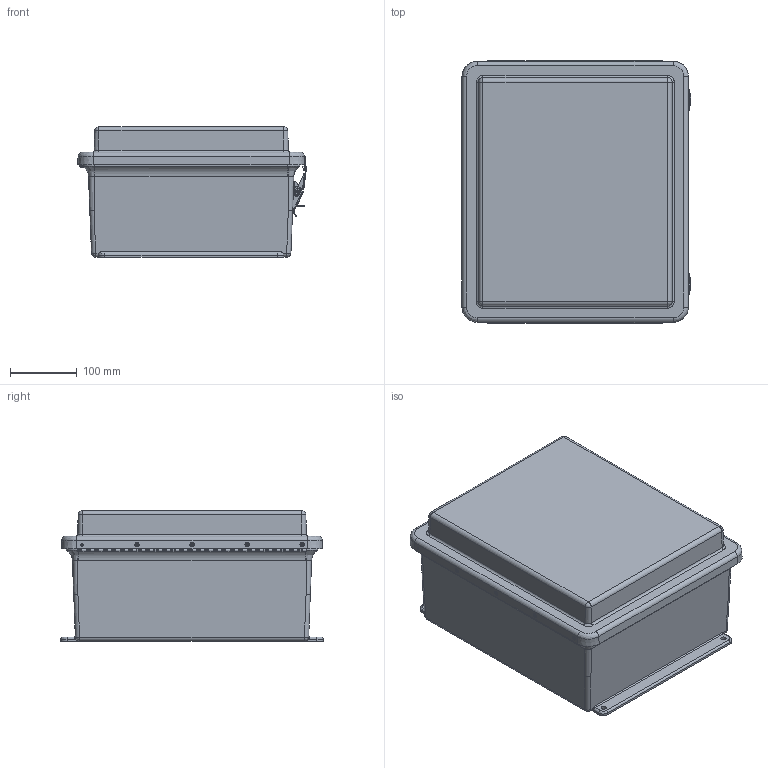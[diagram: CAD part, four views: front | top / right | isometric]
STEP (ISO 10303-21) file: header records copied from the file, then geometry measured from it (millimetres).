
FILE_DESCRIPTION (( 'STEP AP214' ), '1' );
FILE_NAME ('MR1412HPL.STEP', '2018-11-06T18:45:47', ( '' ), ( '' ), 'SwSTEP 2.0', 'SolidWorks 2018', '' );
FILE_SCHEMA (( 'AUTOMOTIVE_DESIGN' ));
Length unit declared in the file: inch
Products named in the file (1): MR1412HPL
Bounding box: 343.46 x 393.7 x 195.65 mm (x, y, z)
Volume: 1957847.6 mm3; surface area: 1124346.7 mm2
Topology: 38 solids, 38 shells, 1101 faces, 2779 edges, 1796 vertices
Faces by surface type: plane 474, cylinder 456, bspline 112, cone 47, torus 12
Full cylindrical faces by diameter (mm): 2.159 x55, 2.64 x8, 3.048 x2, 3.175 x16, 3.302 x4, 3.327 x10, 3.429 x18, 3.556 x22, 3.861 x8, 3.962 x7, 4.306 x4, 5.537 x4, 6.35 x8, 6.858 x4, 7.62 x4, 9.525 x2
Entity records: 52417 total; most frequent: CARTESIAN_POINT 11951, DIRECTION 5142, ORIENTED_EDGE 5080, EDGE_CURVE 2540, AXIS2_PLACEMENT_3D 1895, VERTEX_POINT 1764, EDGE_LOOP 1598, VECTOR 1352
